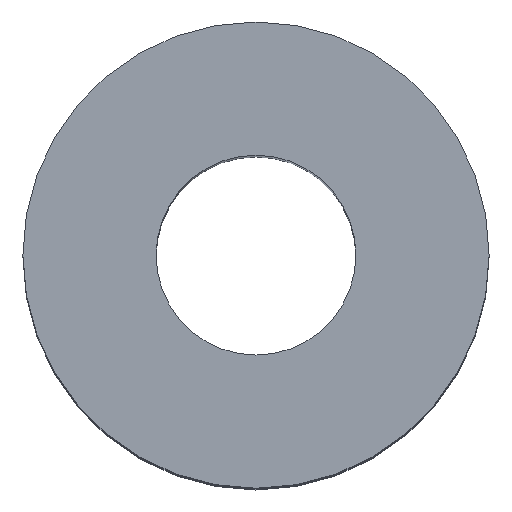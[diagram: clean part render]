
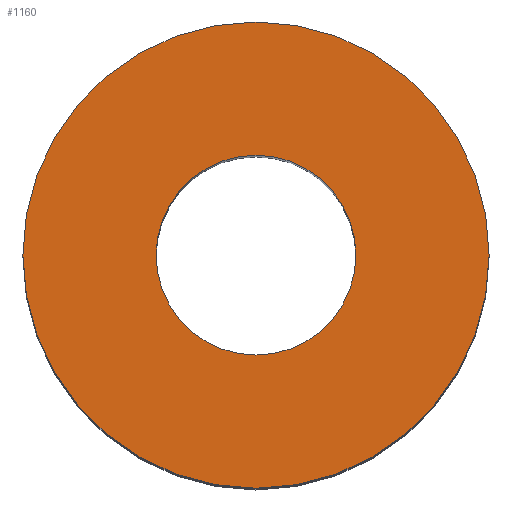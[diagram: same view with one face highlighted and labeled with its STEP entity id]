
A CAD part, top view. The second image highlights one B-rep face of the part: STEP entity #1160.
In plain terms, the highlighted planar face has unit normal (0, 0, 1).
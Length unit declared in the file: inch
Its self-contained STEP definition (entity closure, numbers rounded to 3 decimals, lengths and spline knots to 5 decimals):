
#5 = ORIENTED_EDGE ( 'NONE', *, *, #1013, .F. ) ;
#42 = DIRECTION ( 'NONE',  ( 0., 0., 1. ) ) ;
#45 = FACE_OUTER_BOUND ( 'NONE', #685, .T. ) ;
#58 = AXIS2_PLACEMENT_3D ( 'NONE', #327, #676, #170 ) ;
#65 = CIRCLE ( 'NONE', #949, 0.1875 ) ;
#90 = CARTESIAN_POINT ( 'NONE',  ( -0.1875, 0., 0.875 ) ) ;
#118 = DIRECTION ( 'NONE',  ( 1., 0., 0. ) ) ;
#141 = CARTESIAN_POINT ( 'NONE',  ( 0.4375, 0., 0.875 ) ) ;
#164 = VERTEX_POINT ( 'NONE', #865 ) ;
#170 = DIRECTION ( 'NONE',  ( 1., 0., 0. ) ) ;
#246 = ORIENTED_EDGE ( 'NONE', *, *, #1022, .T. ) ;
#255 = EDGE_CURVE ( 'NONE', #790, #1060, #705, .T. ) ;
#327 = CARTESIAN_POINT ( 'NONE',  ( 0., 0., 0.875 ) ) ;
#381 = EDGE_LOOP ( 'NONE', ( #607, #5 ) ) ;
#405 = CARTESIAN_POINT ( 'NONE',  ( 0., 0., 0.875 ) ) ;
#441 = CARTESIAN_POINT ( 'NONE',  ( 0., 0., 0.875 ) ) ;
#461 = CARTESIAN_POINT ( 'NONE',  ( 0., 0., 0.875 ) ) ;
#512 = AXIS2_PLACEMENT_3D ( 'NONE', #604, #1168, #723 ) ;
#555 = DIRECTION ( 'NONE',  ( 0., 0., 1. ) ) ;
#556 = DIRECTION ( 'NONE',  ( 1., 0., 0. ) ) ;
#561 = FACE_BOUND ( 'NONE', #381, .T. ) ;
#567 = AXIS2_PLACEMENT_3D ( 'NONE', #461, #727, #711 ) ;
#604 = CARTESIAN_POINT ( 'NONE',  ( 0., 0., 0.875 ) ) ;
#607 = ORIENTED_EDGE ( 'NONE', *, *, #708, .F. ) ;
#620 = AXIS2_PLACEMENT_3D ( 'NONE', #441, #555, #118 ) ;
#676 = DIRECTION ( 'NONE',  ( 0., 0., 1. ) ) ;
#685 = EDGE_LOOP ( 'NONE', ( #1019, #246 ) ) ;
#694 = CIRCLE ( 'NONE', #512, 0.4375 ) ;
#705 = CIRCLE ( 'NONE', #58, 0.4375 ) ;
#708 = EDGE_CURVE ( 'NONE', #164, #981, #840, .T. ) ;
#711 = DIRECTION ( 'NONE',  ( 1., 0., 0. ) ) ;
#723 = DIRECTION ( 'NONE',  ( 1., 0., 0. ) ) ;
#727 = DIRECTION ( 'NONE',  ( 0., 0., 1. ) ) ;
#742 = CARTESIAN_POINT ( 'NONE',  ( -0.4375, 0., 0.875 ) ) ;
#790 = VERTEX_POINT ( 'NONE', #742 ) ;
#840 = CIRCLE ( 'NONE', #620, 0.1875 ) ;
#865 = CARTESIAN_POINT ( 'NONE',  ( 0.1875, 0., 0.875 ) ) ;
#949 = AXIS2_PLACEMENT_3D ( 'NONE', #405, #42, #556 ) ;
#981 = VERTEX_POINT ( 'NONE', #90 ) ;
#994 = PLANE ( 'NONE',  #567 ) ;
#1013 = EDGE_CURVE ( 'NONE', #981, #164, #65, .T. ) ;
#1019 = ORIENTED_EDGE ( 'NONE', *, *, #255, .T. ) ;
#1022 = EDGE_CURVE ( 'NONE', #1060, #790, #694, .T. ) ;
#1060 = VERTEX_POINT ( 'NONE', #141 ) ;
#1160 = ADVANCED_FACE ( 'NONE', ( #561, #45 ), #994, .T. ) ;
#1168 = DIRECTION ( 'NONE',  ( 0., 0., 1. ) ) ;
